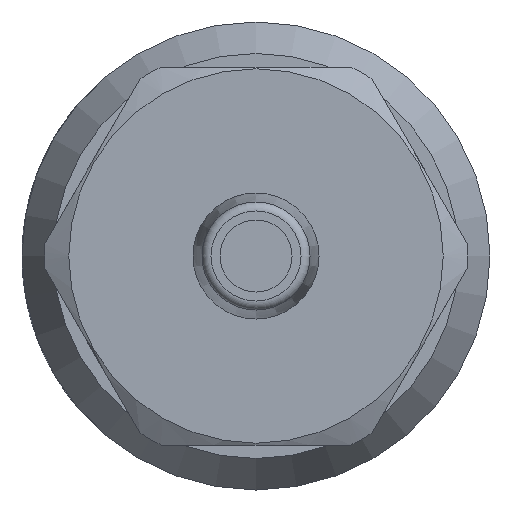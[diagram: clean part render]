
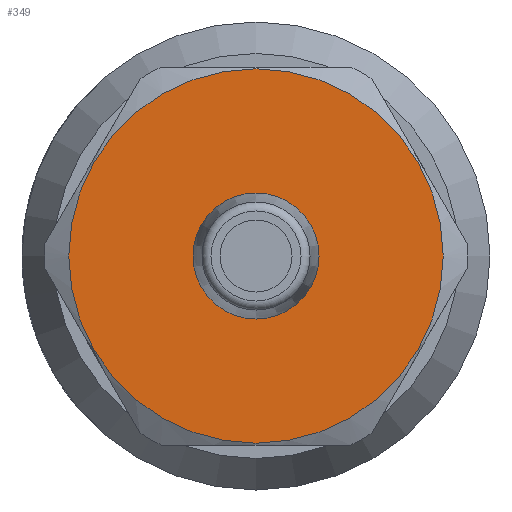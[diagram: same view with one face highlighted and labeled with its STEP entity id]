
A CAD part, left-side view. The second image highlights one B-rep face of the part: STEP entity #349.
In plain terms, the highlighted planar face has unit normal (-1, 0, 0).
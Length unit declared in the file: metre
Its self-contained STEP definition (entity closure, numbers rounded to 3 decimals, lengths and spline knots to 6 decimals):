
#349 = ADVANCED_FACE( 'NONE', ( #743, #744 ), #745, .T. );
#743 = FACE_OUTER_BOUND( '', #1157, .T. );
#744 = FACE_BOUND( '', #1158, .T. );
#745 = PLANE( '', #1159 );
#1157 = EDGE_LOOP( '', ( #2066 ) );
#1158 = EDGE_LOOP( '', ( #2067 ) );
#1159 = AXIS2_PLACEMENT_3D( '', #2068, #2069, #2070 );
#2066 = ORIENTED_EDGE( '', *, *, #2608, .T. );
#2067 = ORIENTED_EDGE( '', *, *, #2275, .F. );
#2068 = CARTESIAN_POINT( '', ( -0.055, -0.0035, 0. ) );
#2069 = DIRECTION( '', ( -1., 0., 0. ) );
#2070 = DIRECTION( '', ( 0., 0., 1. ) );
#2275 = EDGE_CURVE( 'NONE', #2687, #2687, #2688, .T. );
#2608 = EDGE_CURVE( 'NONE', #3186, #3186, #3187, .T. );
#2687 = VERTEX_POINT( '', #3353 );
#2688 = CIRCLE( '', #3354, 0.0035 );
#3186 = VERTEX_POINT( '', #4636 );
#3187 = CIRCLE( '', #4637, 0.0104 );
#3353 = CARTESIAN_POINT( '', ( -0.055, 0., -0.0035 ) );
#3354 = AXIS2_PLACEMENT_3D( '', #4732, #4733, #4734 );
#4636 = CARTESIAN_POINT( '', ( -0.055, 0., -0.0104 ) );
#4637 = AXIS2_PLACEMENT_3D( '', #5064, #5065, #5066 );
#4732 = CARTESIAN_POINT( '', ( -0.055, 0., 0. ) );
#4733 = DIRECTION( '', ( -1., 0., 0. ) );
#4734 = DIRECTION( '', ( 0., 0., -1. ) );
#5064 = CARTESIAN_POINT( '', ( -0.055, 0., 0. ) );
#5065 = DIRECTION( '', ( -1., 0., 0. ) );
#5066 = DIRECTION( '', ( 0., 0., -1. ) );
